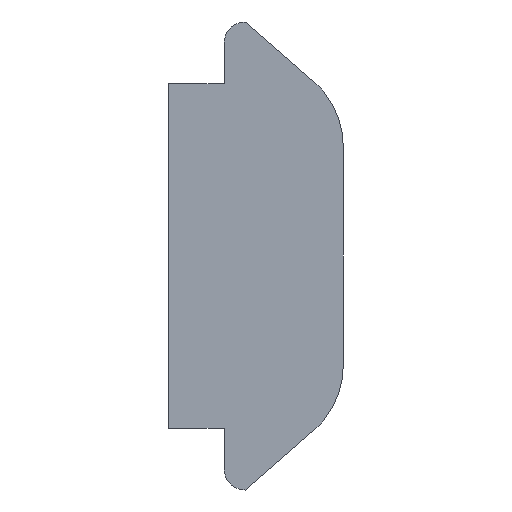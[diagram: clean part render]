
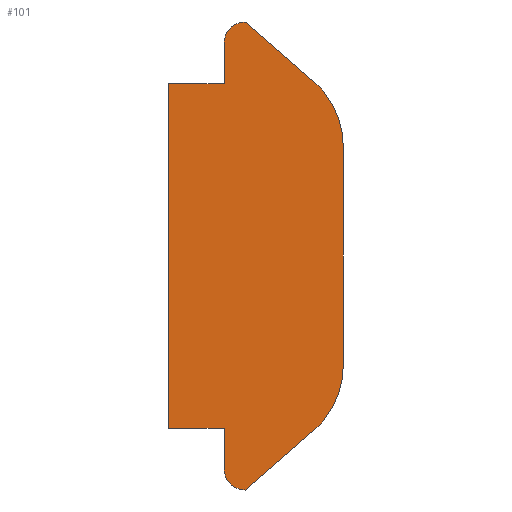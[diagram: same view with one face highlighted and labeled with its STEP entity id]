
A CAD part, left-side view. The second image highlights one B-rep face of the part: STEP entity #101.
In plain terms, the highlighted planar face has unit normal (-1, 0, 0).
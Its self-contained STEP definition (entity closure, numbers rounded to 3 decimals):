
#4 = DIRECTION ( 'NONE',  ( 1., 0., 0. ) ) ;
#9 = DIRECTION ( 'NONE',  ( 0., 0., 1. ) ) ;
#13 = CARTESIAN_POINT ( 'NONE',  ( -10., 1.3, 4.05 ) ) ;
#18 = CARTESIAN_POINT ( 'NONE',  ( -10., 1.3, -4.05 ) ) ;
#24 = EDGE_CURVE ( 'NONE', #563, #202, #526, .T. ) ;
#36 = VECTOR ( 'NONE', #216, 1000. ) ;
#46 = CIRCLE ( 'NONE', #354, 0.5 ) ;
#52 = CARTESIAN_POINT ( 'NONE',  ( -10., 0., -5. ) ) ;
#54 = LINE ( 'NONE', #457, #36 ) ;
#57 = VECTOR ( 'NONE', #496, 1000. ) ;
#68 = AXIS2_PLACEMENT_3D ( 'NONE', #626, #92, #189 ) ;
#78 = CARTESIAN_POINT ( 'NONE',  ( -10., -0.5, 5. ) ) ;
#79 = VERTEX_POINT ( 'NONE', #632 ) ;
#84 = EDGE_CURVE ( 'NONE', #79, #94, #514, .T. ) ;
#88 = CARTESIAN_POINT ( 'NONE',  ( -10., -0.5, -5. ) ) ;
#89 = CARTESIAN_POINT ( 'NONE',  ( -10., -0.5, 5.5 ) ) ;
#92 = DIRECTION ( 'NONE',  ( 1., 0., 0. ) ) ;
#94 = VERTEX_POINT ( 'NONE', #523 ) ;
#97 = VECTOR ( 'NONE', #474, 1000. ) ;
#99 = LINE ( 'NONE', #52, #581 ) ;
#101 = ADVANCED_FACE ( 'PLANAR_9', ( #630 ), #583, .F. ) ;
#111 = VERTEX_POINT ( 'NONE', #89 ) ;
#115 = LINE ( 'NONE', #166, #491 ) ;
#124 = ORIENTED_EDGE ( 'NONE', *, *, #267, .F. ) ;
#130 = CARTESIAN_POINT ( 'NONE',  ( -10., 0., 4.05 ) ) ;
#144 = ORIENTED_EDGE ( 'NONE', *, *, #217, .F. ) ;
#151 = AXIS2_PLACEMENT_3D ( 'NONE', #617, #430, #579 ) ;
#160 = VECTOR ( 'NONE', #9, 1000. ) ;
#166 = CARTESIAN_POINT ( 'NONE',  ( -10., 0., -4.05 ) ) ;
#172 = ORIENTED_EDGE ( 'NONE', *, *, #24, .F. ) ;
#187 = VERTEX_POINT ( 'NONE', #261 ) ;
#189 = DIRECTION ( 'NONE',  ( 0., 0., -1. ) ) ;
#196 = DIRECTION ( 'NONE',  ( 0., 0., -1. ) ) ;
#202 = VERTEX_POINT ( 'NONE', #570 ) ;
#216 = DIRECTION ( 'NONE',  ( 0., -0.755, -0.656 ) ) ;
#217 = EDGE_CURVE ( 'NONE', #202, #111, #255, .T. ) ;
#219 = DIRECTION ( 'NONE',  ( 1., 0., 0. ) ) ;
#238 = DIRECTION ( 'NONE',  ( 1., 0., 0. ) ) ;
#241 = CARTESIAN_POINT ( 'NONE',  ( -10., 1.3, 4.05 ) ) ;
#249 = DIRECTION ( 'NONE',  ( 0., 0., 1. ) ) ;
#251 = CARTESIAN_POINT ( 'NONE',  ( -10., -2.112, -4.098 ) ) ;
#255 = CIRCLE ( 'NONE', #611, 0.5 ) ;
#256 = CARTESIAN_POINT ( 'NONE',  ( -10., 0., 4.05 ) ) ;
#261 = CARTESIAN_POINT ( 'NONE',  ( -10., 0., -5. ) ) ;
#267 = EDGE_CURVE ( 'NONE', #511, #347, #298, .T. ) ;
#282 = EDGE_CURVE ( 'NONE', #94, #546, #441, .T. ) ;
#289 = DIRECTION ( 'NONE',  ( 0., 0., -1. ) ) ;
#296 = CARTESIAN_POINT ( 'NONE',  ( -10., -0.8, -2.589 ) ) ;
#298 = LINE ( 'NONE', #590, #332 ) ;
#299 = VERTEX_POINT ( 'NONE', #534 ) ;
#300 = EDGE_CURVE ( 'NONE', #465, #563, #340, .T. ) ;
#301 = CARTESIAN_POINT ( 'NONE',  ( -10., 0., -4.05 ) ) ;
#308 = ORIENTED_EDGE ( 'NONE', *, *, #379, .F. ) ;
#318 = EDGE_CURVE ( 'NONE', #187, #504, #99, .T. ) ;
#321 = AXIS2_PLACEMENT_3D ( 'NONE', #296, #4, #196 ) ;
#332 = VECTOR ( 'NONE', #536, 1000. ) ;
#340 = LINE ( 'NONE', #241, #57 ) ;
#347 = VERTEX_POINT ( 'NONE', #528 ) ;
#351 = EDGE_CURVE ( 'NONE', #546, #511, #565, .T. ) ;
#352 = CARTESIAN_POINT ( 'NONE',  ( -10., -2.8, -2.589 ) ) ;
#354 = AXIS2_PLACEMENT_3D ( 'NONE', #88, #238, #289 ) ;
#361 = ORIENTED_EDGE ( 'NONE', *, *, #527, .F. ) ;
#365 = ORIENTED_EDGE ( 'NONE', *, *, #84, .F. ) ;
#371 = ORIENTED_EDGE ( 'NONE', *, *, #464, .F. ) ;
#379 = EDGE_CURVE ( 'NONE', #347, #187, #46, .T. ) ;
#383 = DIRECTION ( 'NONE',  ( 0., 0., -1. ) ) ;
#398 = DIRECTION ( 'NONE',  ( 0., 1., 0. ) ) ;
#426 = ORIENTED_EDGE ( 'NONE', *, *, #351, .F. ) ;
#430 = DIRECTION ( 'NONE',  ( 1., 0., 0. ) ) ;
#431 = EDGE_LOOP ( 'NONE', ( #144, #172, #600, #371, #624, #594, #308, #124, #426, #544, #365, #361 ) ) ;
#434 = EDGE_CURVE ( 'NONE', #504, #299, #115, .T. ) ;
#441 = LINE ( 'NONE', #578, #501 ) ;
#453 = LINE ( 'NONE', #18, #160 ) ;
#457 = CARTESIAN_POINT ( 'NONE',  ( -10., -0.5, 5.5 ) ) ;
#464 = EDGE_CURVE ( 'NONE', #299, #465, #453, .T. ) ;
#465 = VERTEX_POINT ( 'NONE', #13 ) ;
#474 = DIRECTION ( 'NONE',  ( 0., 0., 1. ) ) ;
#491 = VECTOR ( 'NONE', #398, 1000. ) ;
#496 = DIRECTION ( 'NONE',  ( 0., -1., 0. ) ) ;
#501 = VECTOR ( 'NONE', #383, 1000. ) ;
#504 = VERTEX_POINT ( 'NONE', #301 ) ;
#511 = VERTEX_POINT ( 'NONE', #251 ) ;
#514 = CIRCLE ( 'NONE', #151, 2. ) ;
#523 = CARTESIAN_POINT ( 'NONE',  ( -10., -2.8, 2.589 ) ) ;
#526 = LINE ( 'NONE', #130, #97 ) ;
#527 = EDGE_CURVE ( 'NONE', #111, #79, #54, .T. ) ;
#528 = CARTESIAN_POINT ( 'NONE',  ( -10., -0.5, -5.5 ) ) ;
#534 = CARTESIAN_POINT ( 'NONE',  ( -10., 1.3, -4.05 ) ) ;
#536 = DIRECTION ( 'NONE',  ( 0., 0.755, -0.656 ) ) ;
#544 = ORIENTED_EDGE ( 'NONE', *, *, #282, .F. ) ;
#546 = VERTEX_POINT ( 'NONE', #352 ) ;
#563 = VERTEX_POINT ( 'NONE', #256 ) ;
#565 = CIRCLE ( 'NONE', #321, 2. ) ;
#570 = CARTESIAN_POINT ( 'NONE',  ( -10., 0., 5. ) ) ;
#574 = DIRECTION ( 'NONE',  ( 0., 0., -1. ) ) ;
#578 = CARTESIAN_POINT ( 'NONE',  ( -10., -2.8, 2.589 ) ) ;
#579 = DIRECTION ( 'NONE',  ( 0., 0., -1. ) ) ;
#581 = VECTOR ( 'NONE', #249, 1000. ) ;
#583 = PLANE ( 'NONE',  #68 ) ;
#590 = CARTESIAN_POINT ( 'NONE',  ( -10., -2.112, -4.098 ) ) ;
#594 = ORIENTED_EDGE ( 'NONE', *, *, #318, .F. ) ;
#600 = ORIENTED_EDGE ( 'NONE', *, *, #300, .F. ) ;
#611 = AXIS2_PLACEMENT_3D ( 'NONE', #78, #219, #574 ) ;
#617 = CARTESIAN_POINT ( 'NONE',  ( -10., -0.8, 2.589 ) ) ;
#624 = ORIENTED_EDGE ( 'NONE', *, *, #434, .F. ) ;
#626 = CARTESIAN_POINT ( 'NONE',  ( -10., -0.5, 5. ) ) ;
#630 = FACE_OUTER_BOUND ( 'NONE', #431, .T. ) ;
#632 = CARTESIAN_POINT ( 'NONE',  ( -10., -2.112, 4.098 ) ) ;
